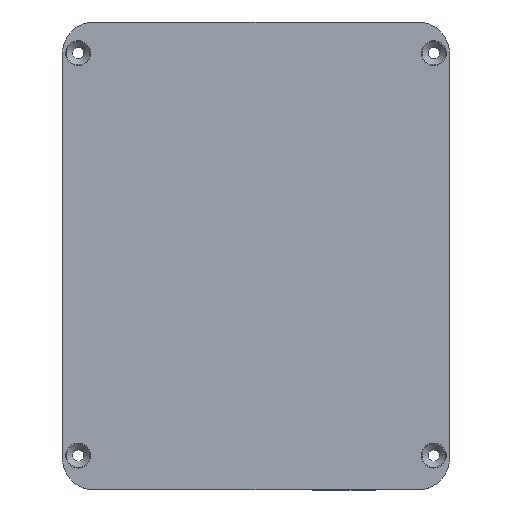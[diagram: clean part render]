
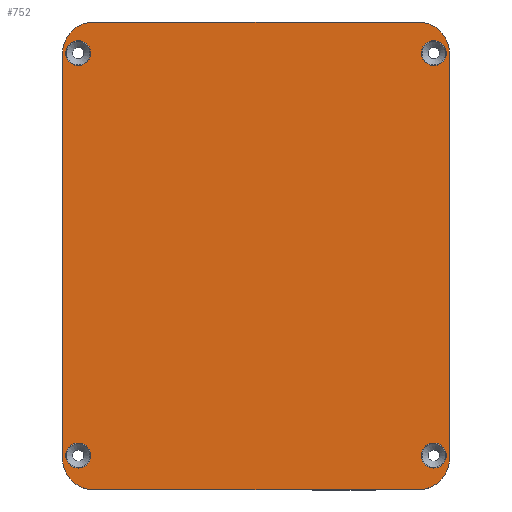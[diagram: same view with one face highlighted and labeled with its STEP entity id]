
A CAD part, top view. The second image highlights one B-rep face of the part: STEP entity #752.
In plain terms, the highlighted planar face has unit normal (0, 0, 1).
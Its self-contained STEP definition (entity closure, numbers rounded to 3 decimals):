
#355 = VERTEX_POINT('',#356);
#356 = CARTESIAN_POINT('',(26.,-37.75,10.));
#362 = EDGE_CURVE('',#355,#363,#365,.T.);
#363 = VERTEX_POINT('',#364);
#364 = CARTESIAN_POINT('',(-26.,-37.75,10.));
#365 = LINE('',#366,#367);
#366 = CARTESIAN_POINT('',(31.,-37.75,10.));
#367 = VECTOR('',#368,1.);
#368 = DIRECTION('',(-1.,0.,0.));
#431 = VERTEX_POINT('',#432);
#432 = CARTESIAN_POINT('',(-31.,-32.75,10.));
#438 = EDGE_CURVE('',#363,#431,#439,.T.);
#439 = CIRCLE('',#440,5.);
#440 = AXIS2_PLACEMENT_3D('',#441,#442,#443);
#441 = CARTESIAN_POINT('',(-26.,-32.75,10.));
#442 = DIRECTION('',(-0.,-0.,-1.));
#443 = DIRECTION('',(0.,-1.,0.));
#455 = EDGE_CURVE('',#431,#456,#458,.T.);
#456 = VERTEX_POINT('',#457);
#457 = CARTESIAN_POINT('',(-31.,32.25,10.));
#458 = LINE('',#459,#460);
#459 = CARTESIAN_POINT('',(-31.,-37.75,10.));
#460 = VECTOR('',#461,1.);
#461 = DIRECTION('',(0.,1.,0.));
#480 = VERTEX_POINT('',#481);
#481 = CARTESIAN_POINT('',(-26.,37.25,10.));
#487 = EDGE_CURVE('',#456,#480,#488,.T.);
#488 = CIRCLE('',#489,5.);
#489 = AXIS2_PLACEMENT_3D('',#490,#491,#492);
#490 = CARTESIAN_POINT('',(-26.,32.25,10.));
#491 = DIRECTION('',(-0.,-0.,-1.));
#492 = DIRECTION('',(0.,-1.,0.));
#505 = VERTEX_POINT('',#506);
#506 = CARTESIAN_POINT('',(31.,-32.75,10.));
#512 = EDGE_CURVE('',#355,#505,#513,.T.);
#513 = CIRCLE('',#514,5.);
#514 = AXIS2_PLACEMENT_3D('',#515,#516,#517);
#515 = CARTESIAN_POINT('',(26.,-32.75,10.));
#516 = DIRECTION('',(-0.,0.,1.));
#517 = DIRECTION('',(0.,-1.,0.));
#529 = EDGE_CURVE('',#480,#530,#532,.T.);
#530 = VERTEX_POINT('',#531);
#531 = CARTESIAN_POINT('',(26.,37.25,10.));
#532 = LINE('',#533,#534);
#533 = CARTESIAN_POINT('',(-31.,37.25,10.));
#534 = VECTOR('',#535,1.);
#535 = DIRECTION('',(1.,0.,0.));
#553 = VERTEX_POINT('',#554);
#554 = CARTESIAN_POINT('',(31.,32.25,10.));
#560 = EDGE_CURVE('',#553,#505,#561,.T.);
#561 = LINE('',#562,#563);
#562 = CARTESIAN_POINT('',(31.,37.25,10.));
#563 = VECTOR('',#564,1.);
#564 = DIRECTION('',(0.,-1.,0.));
#578 = EDGE_CURVE('',#530,#553,#579,.T.);
#579 = CIRCLE('',#580,5.);
#580 = AXIS2_PLACEMENT_3D('',#581,#582,#583);
#581 = CARTESIAN_POINT('',(26.,32.25,10.));
#582 = DIRECTION('',(-0.,-0.,-1.));
#583 = DIRECTION('',(0.,-1.,0.));
#670 = VERTEX_POINT('',#671);
#671 = CARTESIAN_POINT('',(30.5,-32.25,10.));
#677 = EDGE_CURVE('',#670,#670,#678,.T.);
#678 = CIRCLE('',#679,2.);
#679 = AXIS2_PLACEMENT_3D('',#680,#681,#682);
#680 = CARTESIAN_POINT('',(28.5,-32.25,10.));
#681 = DIRECTION('',(0.,0.,-1.));
#682 = DIRECTION('',(1.,0.,0.));
#752 = ADVANCED_FACE('',(#753,#763,#774,#777,#788),#799,.T.);
#753 = FACE_BOUND('',#754,.T.);
#754 = EDGE_LOOP('',(#755,#756,#757,#758,#759,#760,#761,#762));
#755 = ORIENTED_EDGE('',*,*,#362,.F.);
#756 = ORIENTED_EDGE('',*,*,#512,.T.);
#757 = ORIENTED_EDGE('',*,*,#560,.F.);
#758 = ORIENTED_EDGE('',*,*,#578,.F.);
#759 = ORIENTED_EDGE('',*,*,#529,.F.);
#760 = ORIENTED_EDGE('',*,*,#487,.F.);
#761 = ORIENTED_EDGE('',*,*,#455,.F.);
#762 = ORIENTED_EDGE('',*,*,#438,.F.);
#763 = FACE_BOUND('',#764,.T.);
#764 = EDGE_LOOP('',(#765));
#765 = ORIENTED_EDGE('',*,*,#766,.T.);
#766 = EDGE_CURVE('',#767,#767,#769,.T.);
#767 = VERTEX_POINT('',#768);
#768 = CARTESIAN_POINT('',(-26.5,-32.25,10.));
#769 = CIRCLE('',#770,2.);
#770 = AXIS2_PLACEMENT_3D('',#771,#772,#773);
#771 = CARTESIAN_POINT('',(-28.5,-32.25,10.));
#772 = DIRECTION('',(0.,0.,-1.));
#773 = DIRECTION('',(1.,0.,0.));
#774 = FACE_BOUND('',#775,.T.);
#775 = EDGE_LOOP('',(#776));
#776 = ORIENTED_EDGE('',*,*,#677,.T.);
#777 = FACE_BOUND('',#778,.T.);
#778 = EDGE_LOOP('',(#779));
#779 = ORIENTED_EDGE('',*,*,#780,.T.);
#780 = EDGE_CURVE('',#781,#781,#783,.T.);
#781 = VERTEX_POINT('',#782);
#782 = CARTESIAN_POINT('',(-26.5,32.25,10.));
#783 = CIRCLE('',#784,2.);
#784 = AXIS2_PLACEMENT_3D('',#785,#786,#787);
#785 = CARTESIAN_POINT('',(-28.5,32.25,10.));
#786 = DIRECTION('',(0.,0.,-1.));
#787 = DIRECTION('',(1.,0.,0.));
#788 = FACE_BOUND('',#789,.T.);
#789 = EDGE_LOOP('',(#790));
#790 = ORIENTED_EDGE('',*,*,#791,.T.);
#791 = EDGE_CURVE('',#792,#792,#794,.T.);
#792 = VERTEX_POINT('',#793);
#793 = CARTESIAN_POINT('',(30.5,32.25,10.));
#794 = CIRCLE('',#795,2.);
#795 = AXIS2_PLACEMENT_3D('',#796,#797,#798);
#796 = CARTESIAN_POINT('',(28.5,32.25,10.));
#797 = DIRECTION('',(0.,0.,-1.));
#798 = DIRECTION('',(1.,0.,0.));
#799 = PLANE('',#800);
#800 = AXIS2_PLACEMENT_3D('',#801,#802,#803);
#801 = CARTESIAN_POINT('',(0.,-0.25,10.));
#802 = DIRECTION('',(0.,0.,1.));
#803 = DIRECTION('',(1.,0.,0.));
